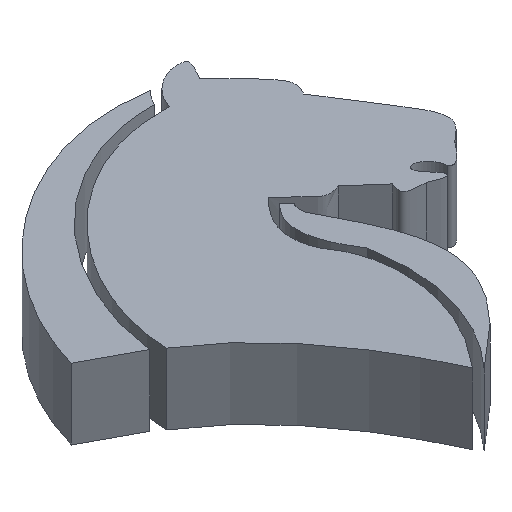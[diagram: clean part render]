
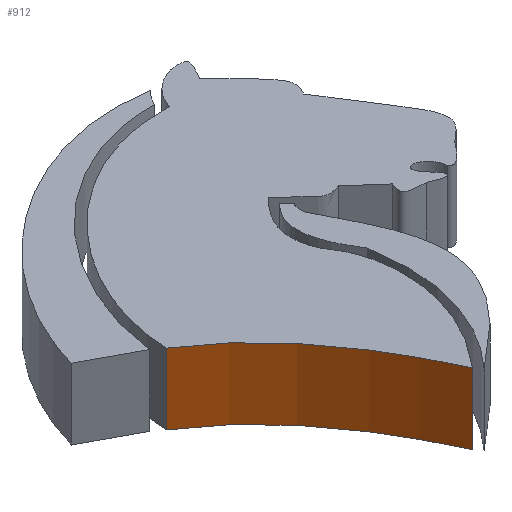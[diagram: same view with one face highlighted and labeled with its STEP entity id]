
A CAD part, isometric view. The second image highlights one B-rep face of the part: STEP entity #912.
In plain terms, the highlighted free-form (B-spline) face has degree [2, 1] with [3, 2] control points.
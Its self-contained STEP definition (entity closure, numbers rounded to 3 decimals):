
#9 = B_SPLINE_SURFACE_WITH_KNOTS ( 'NONE', 2, 1, ( 
 ( #184, #527 ),
 ( #579, #969 ),
 ( #455, #753 ) ),
 .UNSPECIFIED., .F., .F., .F.,
 ( 3, 3 ),
 ( 2, 2 ),
 ( 0., 1. ),
 ( 0., 1. ),
 .UNSPECIFIED. ) ;
#74 = VERTEX_POINT ( 'NONE', #384 ) ;
#98 = ORIENTED_EDGE ( 'NONE', *, *, #684, .F. ) ;
#107 = VERTEX_POINT ( 'NONE', #128 ) ;
#128 = CARTESIAN_POINT ( 'NONE',  ( -1.871, -29.587, -75. ) ) ;
#142 = LINE ( 'NONE', #536, #519 ) ;
#143 = CARTESIAN_POINT ( 'NONE',  ( -9.599, -12.672, -75. ) ) ;
#148 = CARTESIAN_POINT ( 'NONE',  ( -21.034, -5.603, -75. ) ) ;
#149 = EDGE_CURVE ( 'NONE', #311, #107, #781, .T. ) ;
#150 = VERTEX_POINT ( 'NONE', #395 ) ;
#184 = CARTESIAN_POINT ( 'NONE',  ( -21.034, -5.603, -65. ) ) ;
#311 = VERTEX_POINT ( 'NONE', #901 ) ;
#323 = EDGE_CURVE ( 'NONE', #74, #150, #755, .T. ) ;
#384 = CARTESIAN_POINT ( 'NONE',  ( -21.034, -5.603, -65. ) ) ;
#395 = CARTESIAN_POINT ( 'NONE',  ( -1.871, -29.587, -65. ) ) ;
#411 = CARTESIAN_POINT ( 'NONE',  ( -21.034, -5.603, -65. ) ) ;
#455 = CARTESIAN_POINT ( 'NONE',  ( -1.871, -29.587, -65. ) ) ;
#519 = VECTOR ( 'NONE', #1005, 1000. ) ;
#527 = CARTESIAN_POINT ( 'NONE',  ( -21.034, -5.603, -75. ) ) ;
#536 = CARTESIAN_POINT ( 'NONE',  ( -1.871, -29.587, -65. ) ) ;
#546 = EDGE_LOOP ( 'NONE', ( #766, #98, #936, #570 ) ) ;
#570 = ORIENTED_EDGE ( 'NONE', *, *, #879, .T. ) ;
#579 = CARTESIAN_POINT ( 'NONE',  ( -9.599, -12.672, -65. ) ) ;
#593 = CARTESIAN_POINT ( 'NONE',  ( -1.871, -29.587, -65. ) ) ;
#617 = VECTOR ( 'NONE', #718, 1000. ) ;
#646 = LINE ( 'NONE', #411, #617 ) ;
#668 = CARTESIAN_POINT ( 'NONE',  ( -9.599, -12.672, -65. ) ) ;
#684 = EDGE_CURVE ( 'NONE', #150, #107, #142, .T. ) ;
#718 = DIRECTION ( 'NONE',  ( 0., 0., -1. ) ) ;
#728 = CARTESIAN_POINT ( 'NONE',  ( -1.871, -29.587, -75. ) ) ;
#741 = CARTESIAN_POINT ( 'NONE',  ( -21.034, -5.603, -65. ) ) ;
#753 = CARTESIAN_POINT ( 'NONE',  ( -1.871, -29.587, -75. ) ) ;
#755 = B_SPLINE_CURVE_WITH_KNOTS ( 'NONE', 2,
 ( #741, #668, #593 ),
 .UNSPECIFIED., .F., .F.,
 ( 3, 3 ),
 ( 0., 1. ),
 .UNSPECIFIED. ) ;
#766 = ORIENTED_EDGE ( 'NONE', *, *, #149, .T. ) ;
#781 = B_SPLINE_CURVE_WITH_KNOTS ( 'NONE', 2,
 ( #148, #143, #728 ),
 .UNSPECIFIED., .F., .F.,
 ( 3, 3 ),
 ( 0., 1. ),
 .UNSPECIFIED. ) ;
#879 = EDGE_CURVE ( 'NONE', #74, #311, #646, .T. ) ;
#901 = CARTESIAN_POINT ( 'NONE',  ( -21.034, -5.603, -75. ) ) ;
#912 = ADVANCED_FACE ( 'NONE', ( #964 ), #9, .F. ) ;
#936 = ORIENTED_EDGE ( 'NONE', *, *, #323, .F. ) ;
#964 = FACE_OUTER_BOUND ( 'NONE', #546, .T. ) ;
#969 = CARTESIAN_POINT ( 'NONE',  ( -9.599, -12.672, -75. ) ) ;
#1005 = DIRECTION ( 'NONE',  ( 0., 0., -1. ) ) ;
